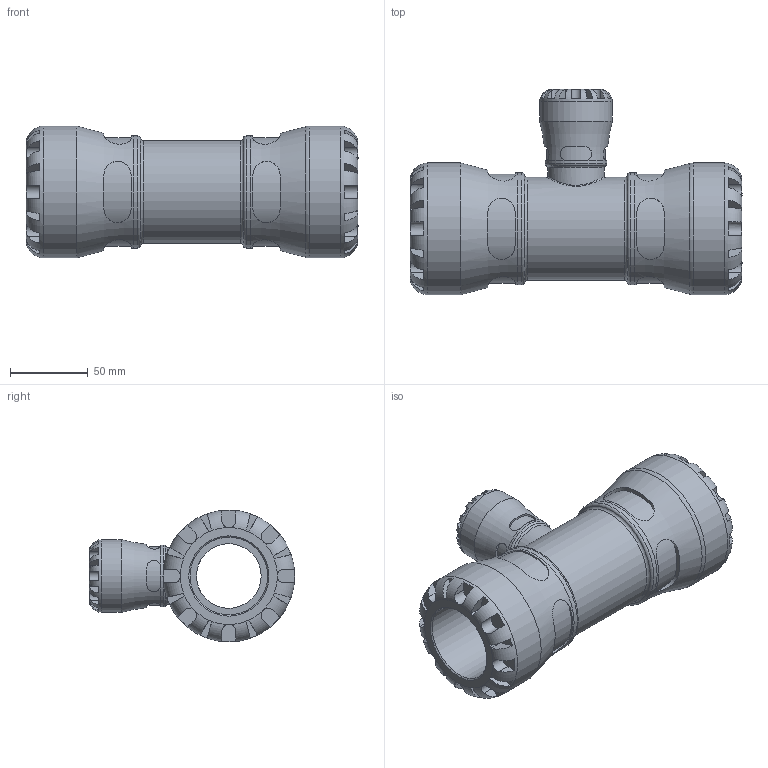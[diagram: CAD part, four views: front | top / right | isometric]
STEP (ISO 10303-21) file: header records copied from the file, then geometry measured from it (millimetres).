
FILE_DESCRIPTION(/* description */ ('PLASSON REDUCING TEE 50X25X50 SERIES 1'),/* implementation_level */ '2;1');
FILE_NAME(/* name */ '103400050025_193400050025.ipt.stp',/* time_stamp */ '2017-01-22T11:40:46+02:00',/* author */ ('KIM'),/* organization */ (''),/* preprocessor_version */ 'ST-DEVELOPER v15.6',/* originating_system */ 'Autodesk Inventor 2015',/* authorisation */ '');
FILE_SCHEMA (('AUTOMOTIVE_DESIGN { 1 0 10303 214 3 1 1 }'));
Length unit declared in the file: millimetre
Products named in the file (1): 103400050025_193400050025
Bounding box: 214 x 132.5 x 85 mm (x, y, z)
Volume: 602138.3 mm3; surface area: 110277.9 mm2
Topology: 1 solids, 1 shells, 287 faces, 731 edges, 458 vertices
Faces by surface type: plane 174, cylinder 97, torus 13, cone 2, bspline 1
Full cylindrical faces by diameter (mm): 20.833 x1, 25 x1, 36.66 x1, 39.95 x1, 41.667 x1, 47 x1, 50 x2, 66.3 x1, 72.25 x2, 85 x2
Entity records: 11252 total; most frequent: CARTESIAN_POINT 4442, ORIENTED_EDGE 1364, DIRECTION 1308, EDGE_CURVE 682, AXIS2_PLACEMENT_3D 534, VERTEX_POINT 441, EDGE_LOOP 335, STYLED_ITEM 288
